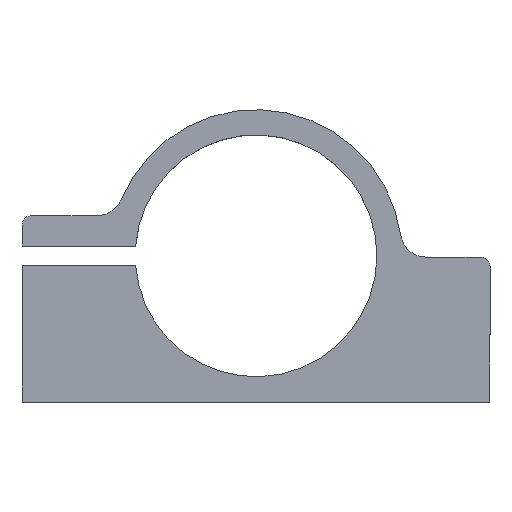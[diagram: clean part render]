
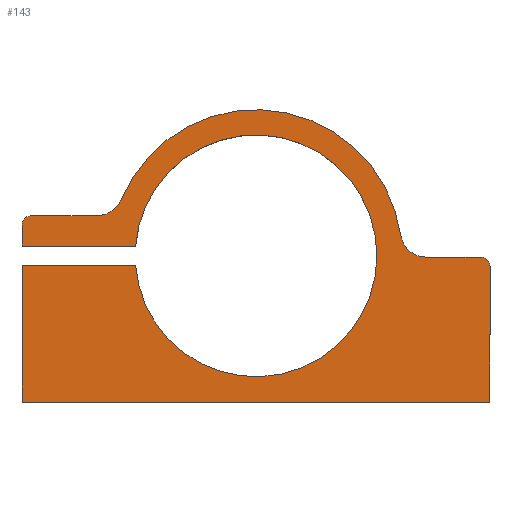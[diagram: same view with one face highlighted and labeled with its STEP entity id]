
A CAD part, top view. The second image highlights one B-rep face of the part: STEP entity #143.
In plain terms, the highlighted planar face has unit normal (0, 0, 1).
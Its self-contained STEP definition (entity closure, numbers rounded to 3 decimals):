
#4 = DIRECTION ( 'NONE',  ( 0., 1., 0. ) ) ;
#6 = VECTOR ( 'NONE', #789, 1000. ) ;
#9 = ORIENTED_EDGE ( 'NONE', *, *, #796, .T. ) ;
#15 = ORIENTED_EDGE ( 'NONE', *, *, #101, .T. ) ;
#19 = DIRECTION ( 'NONE',  ( 1., 0., 0. ) ) ;
#24 = DIRECTION ( 'NONE',  ( 0., 0., 1. ) ) ;
#36 = CIRCLE ( 'NONE', #124, 1.5 ) ;
#39 = AXIS2_PLACEMENT_3D ( 'NONE', #741, #132, #801 ) ;
#40 = EDGE_LOOP ( 'NONE', ( #578, #279, #722, #403, #786, #367, #9, #15, #241, #602, #164, #647, #294, #566, #122 ) ) ;
#47 = EDGE_CURVE ( 'NONE', #221, #262, #784, .T. ) ;
#55 = CARTESIAN_POINT ( 'NONE',  ( 22.247, 3.226, 6.35 ) ) ;
#57 = AXIS2_PLACEMENT_3D ( 'NONE', #640, #24, #240 ) ;
#64 = DIRECTION ( 'NONE',  ( -1., 0., 0. ) ) ;
#65 = CARTESIAN_POINT ( 'NONE',  ( -36., -22.5, 6.35 ) ) ;
#66 = EDGE_CURVE ( 'NONE', #331, #273, #725, .T. ) ;
#67 = CARTESIAN_POINT ( 'NONE',  ( 36., -22.5, 6.35 ) ) ;
#72 = VERTEX_POINT ( 'NONE', #55 ) ;
#85 = DIRECTION ( 'NONE',  ( 0., 0., 1. ) ) ;
#93 = CARTESIAN_POINT ( 'NONE',  ( 18.6, 0., 6.35 ) ) ;
#101 = EDGE_CURVE ( 'NONE', #355, #627, #179, .T. ) ;
#113 = AXIS2_PLACEMENT_3D ( 'NONE', #650, #287, #167 ) ;
#122 = ORIENTED_EDGE ( 'NONE', *, *, #800, .T. ) ;
#123 = CARTESIAN_POINT ( 'NONE',  ( -36., -22.5, 6.35 ) ) ;
#124 = AXIS2_PLACEMENT_3D ( 'NONE', #568, #85, #203 ) ;
#132 = DIRECTION ( 'NONE',  ( 0., 0., -1. ) ) ;
#136 = DIRECTION ( 'NONE',  ( 1., 0., 0. ) ) ;
#143 = ADVANCED_FACE ( 'NONE', ( #688 ), #581, .T. ) ;
#144 = LINE ( 'NONE', #797, #764 ) ;
#151 = EDGE_CURVE ( 'NONE', #480, #242, #440, .T. ) ;
#156 = VERTEX_POINT ( 'NONE', #449 ) ;
#160 = CARTESIAN_POINT ( 'NONE',  ( 26.206, 3.8, 6.35 ) ) ;
#164 = ORIENTED_EDGE ( 'NONE', *, *, #216, .T. ) ;
#167 = DIRECTION ( 'NONE',  ( 1., 0., 0. ) ) ;
#171 = VECTOR ( 'NONE', #607, 1000. ) ;
#176 = AXIS2_PLACEMENT_3D ( 'NONE', #204, #328, #19 ) ;
#179 = LINE ( 'NONE', #565, #704 ) ;
#183 = EDGE_CURVE ( 'NONE', #242, #642, #298, .T. ) ;
#187 = VECTOR ( 'NONE', #136, 1000. ) ;
#198 = DIRECTION ( 'NONE',  ( 0., -1., 0. ) ) ;
#202 = AXIS2_PLACEMENT_3D ( 'NONE', #160, #705, #214 ) ;
#203 = DIRECTION ( 'NONE',  ( 1., 0., 0. ) ) ;
#204 = CARTESIAN_POINT ( 'NONE',  ( 0., 0., 6.35 ) ) ;
#214 = DIRECTION ( 'NONE',  ( 1., 0., 0. ) ) ;
#216 = EDGE_CURVE ( 'NONE', #156, #331, #36, .T. ) ;
#221 = VERTEX_POINT ( 'NONE', #447 ) ;
#227 = CIRCLE ( 'NONE', #778, 1.5 ) ;
#240 = DIRECTION ( 'NONE',  ( 1., 0., 0. ) ) ;
#241 = ORIENTED_EDGE ( 'NONE', *, *, #675, .T. ) ;
#242 = VERTEX_POINT ( 'NONE', #93 ) ;
#262 = VERTEX_POINT ( 'NONE', #530 ) ;
#271 = DIRECTION ( 'NONE',  ( 0., 0., 1. ) ) ;
#273 = VERTEX_POINT ( 'NONE', #523 ) ;
#279 = ORIENTED_EDGE ( 'NONE', *, *, #438, .T. ) ;
#281 = CARTESIAN_POINT ( 'NONE',  ( -36., 6.2, 6.35 ) ) ;
#287 = DIRECTION ( 'NONE',  ( 0., 0., 1. ) ) ;
#294 = ORIENTED_EDGE ( 'NONE', *, *, #302, .T. ) ;
#298 = CIRCLE ( 'NONE', #462, 18.6 ) ;
#302 = EDGE_CURVE ( 'NONE', #273, #72, #478, .T. ) ;
#306 = CARTESIAN_POINT ( 'NONE',  ( -36., 1.5, 6.35 ) ) ;
#315 = CARTESIAN_POINT ( 'NONE',  ( -24.437, 6.2, 6.35 ) ) ;
#328 = DIRECTION ( 'NONE',  ( 0., 0., 1. ) ) ;
#331 = VERTEX_POINT ( 'NONE', #700 ) ;
#355 = VERTEX_POINT ( 'NONE', #765 ) ;
#367 = ORIENTED_EDGE ( 'NONE', *, *, #151, .F. ) ;
#387 = LINE ( 'NONE', #619, #676 ) ;
#403 = ORIENTED_EDGE ( 'NONE', *, *, #659, .F. ) ;
#414 = VECTOR ( 'NONE', #594, 1000. ) ;
#421 = CARTESIAN_POINT ( 'NONE',  ( -34.5, 4.7, 6.35 ) ) ;
#438 = EDGE_CURVE ( 'NONE', #748, #262, #227, .T. ) ;
#440 = CIRCLE ( 'NONE', #176, 18.6 ) ;
#441 = EDGE_CURVE ( 'NONE', #748, #798, #535, .T. ) ;
#447 = CARTESIAN_POINT ( 'NONE',  ( -36., 1.5, 6.35 ) ) ;
#449 = CARTESIAN_POINT ( 'NONE',  ( 36., -1.7, 6.35 ) ) ;
#462 = AXIS2_PLACEMENT_3D ( 'NONE', #750, #271, #692 ) ;
#466 = CIRCLE ( 'NONE', #39, 4. ) ;
#478 = CIRCLE ( 'NONE', #202, 4. ) ;
#480 = VERTEX_POINT ( 'NONE', #719 ) ;
#486 = CARTESIAN_POINT ( 'NONE',  ( -20.745, 8.659, 6.35 ) ) ;
#493 = EDGE_CURVE ( 'NONE', #72, #643, #638, .T. ) ;
#523 = CARTESIAN_POINT ( 'NONE',  ( 26.206, -0.2, 6.35 ) ) ;
#530 = CARTESIAN_POINT ( 'NONE',  ( -36., 4.7, 6.35 ) ) ;
#535 = LINE ( 'NONE', #281, #414 ) ;
#560 = DIRECTION ( 'NONE',  ( -1., 0., 0. ) ) ;
#565 = CARTESIAN_POINT ( 'NONE',  ( -36., -1.5, 6.35 ) ) ;
#566 = ORIENTED_EDGE ( 'NONE', *, *, #493, .T. ) ;
#568 = CARTESIAN_POINT ( 'NONE',  ( 34.5, -1.7, 6.35 ) ) ;
#578 = ORIENTED_EDGE ( 'NONE', *, *, #441, .F. ) ;
#581 = PLANE ( 'NONE',  #57 ) ;
#592 = DIRECTION ( 'NONE',  ( 1., 0., 0. ) ) ;
#594 = DIRECTION ( 'NONE',  ( 1., 0., 0. ) ) ;
#602 = ORIENTED_EDGE ( 'NONE', *, *, #782, .T. ) ;
#607 = DIRECTION ( 'NONE',  ( 0., 1., 0. ) ) ;
#609 = CARTESIAN_POINT ( 'NONE',  ( 36., -0.2, 6.35 ) ) ;
#619 = CARTESIAN_POINT ( 'NONE',  ( 0., -1.5, 6.35 ) ) ;
#627 = VERTEX_POINT ( 'NONE', #123 ) ;
#628 = LINE ( 'NONE', #683, #791 ) ;
#638 = CIRCLE ( 'NONE', #113, 22.48 ) ;
#640 = CARTESIAN_POINT ( 'NONE',  ( 0., 0., 6.35 ) ) ;
#642 = VERTEX_POINT ( 'NONE', #793 ) ;
#643 = VERTEX_POINT ( 'NONE', #486 ) ;
#647 = ORIENTED_EDGE ( 'NONE', *, *, #66, .T. ) ;
#650 = CARTESIAN_POINT ( 'NONE',  ( 0., 0., 6.35 ) ) ;
#659 = EDGE_CURVE ( 'NONE', #642, #221, #144, .T. ) ;
#675 = EDGE_CURVE ( 'NONE', #627, #691, #736, .T. ) ;
#676 = VECTOR ( 'NONE', #560, 1000. ) ;
#679 = CARTESIAN_POINT ( 'NONE',  ( -34.5, 6.2, 6.35 ) ) ;
#683 = CARTESIAN_POINT ( 'NONE',  ( 36., -22.5, 6.35 ) ) ;
#688 = FACE_OUTER_BOUND ( 'NONE', #40, .T. ) ;
#691 = VERTEX_POINT ( 'NONE', #67 ) ;
#692 = DIRECTION ( 'NONE',  ( 1., 0., 0. ) ) ;
#700 = CARTESIAN_POINT ( 'NONE',  ( 34.5, -0.2, 6.35 ) ) ;
#704 = VECTOR ( 'NONE', #198, 1000. ) ;
#705 = DIRECTION ( 'NONE',  ( 0., 0., -1. ) ) ;
#710 = DIRECTION ( 'NONE',  ( 0., 0., 1. ) ) ;
#719 = CARTESIAN_POINT ( 'NONE',  ( -18.539, -1.5, 6.35 ) ) ;
#722 = ORIENTED_EDGE ( 'NONE', *, *, #47, .F. ) ;
#725 = LINE ( 'NONE', #609, #6 ) ;
#736 = LINE ( 'NONE', #65, #187 ) ;
#741 = CARTESIAN_POINT ( 'NONE',  ( -24.437, 10.2, 6.35 ) ) ;
#748 = VERTEX_POINT ( 'NONE', #679 ) ;
#750 = CARTESIAN_POINT ( 'NONE',  ( 0., 0., 6.35 ) ) ;
#764 = VECTOR ( 'NONE', #64, 1000. ) ;
#765 = CARTESIAN_POINT ( 'NONE',  ( -36., -1.5, 6.35 ) ) ;
#778 = AXIS2_PLACEMENT_3D ( 'NONE', #421, #710, #592 ) ;
#782 = EDGE_CURVE ( 'NONE', #691, #156, #628, .T. ) ;
#784 = LINE ( 'NONE', #306, #171 ) ;
#786 = ORIENTED_EDGE ( 'NONE', *, *, #183, .F. ) ;
#789 = DIRECTION ( 'NONE',  ( -1., 0., 0. ) ) ;
#791 = VECTOR ( 'NONE', #4, 1000. ) ;
#793 = CARTESIAN_POINT ( 'NONE',  ( -18.539, 1.5, 6.35 ) ) ;
#796 = EDGE_CURVE ( 'NONE', #480, #355, #387, .T. ) ;
#797 = CARTESIAN_POINT ( 'NONE',  ( 0., 1.5, 6.35 ) ) ;
#798 = VERTEX_POINT ( 'NONE', #315 ) ;
#800 = EDGE_CURVE ( 'NONE', #643, #798, #466, .T. ) ;
#801 = DIRECTION ( 'NONE',  ( 1., 0., 0. ) ) ;
